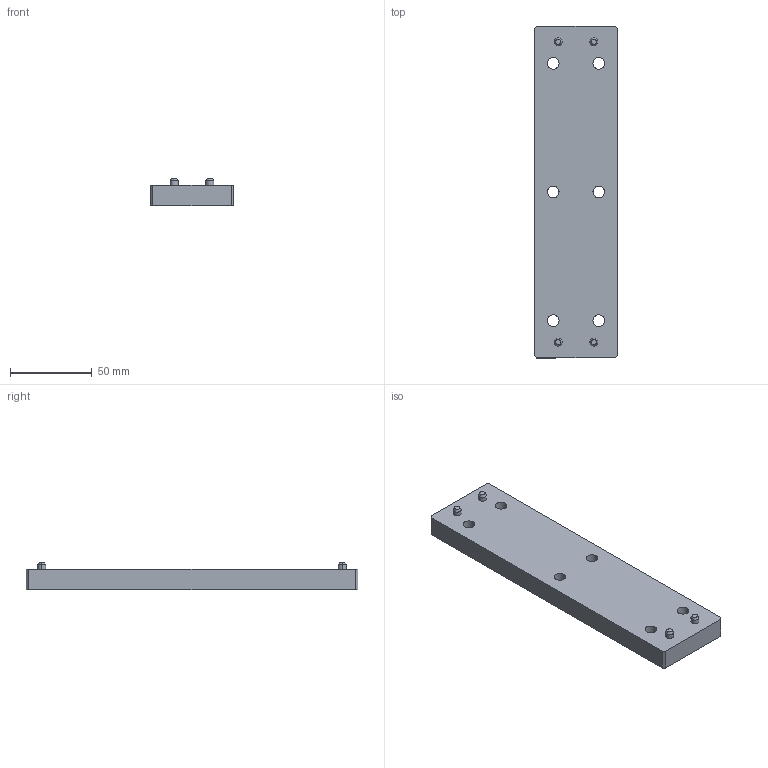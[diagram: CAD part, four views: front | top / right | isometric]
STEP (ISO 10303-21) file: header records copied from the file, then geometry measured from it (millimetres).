
FILE_DESCRIPTION (( 'STEP AP214' ), '1' );
FILE_NAME ('D1201538-v1.STEP', '2012-12-15T01:49:40', ( 'ligo' ), ( '' ), 'SwSTEP 2.0', 'SolidWorks 2012', '' );
FILE_SCHEMA (( 'AUTOMOTIVE_DESIGN' ));
Length unit declared in the file: inch
Products named in the file (1): D1201538-v1
Bounding box: 50.8 x 203.2 x 17.02 mm (x, y, z)
Volume: 128138.9 mm3; surface area: 29916.1 mm2
Topology: 5 solids, 5 shells, 62 faces, 140 edges, 88 vertices
Faces by surface type: cylinder 28, plane 18, cone 16
Entity records: 1872 total; most frequent: DIRECTION 338, CARTESIAN_POINT 291, ORIENTED_EDGE 280, EDGE_CURVE 140, AXIS2_PLACEMENT_3D 135, VERTEX_POINT 88, EDGE_LOOP 82, CIRCLE 72
